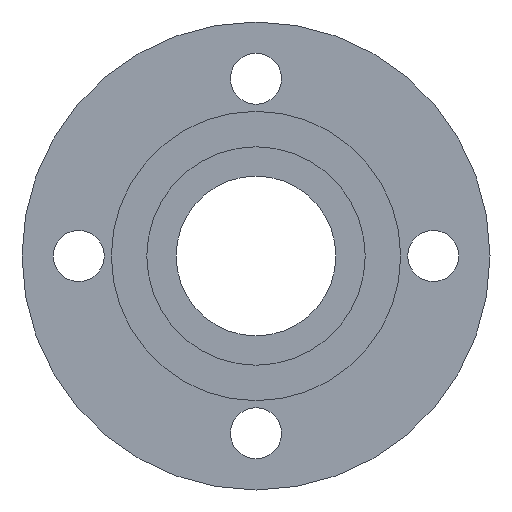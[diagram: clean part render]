
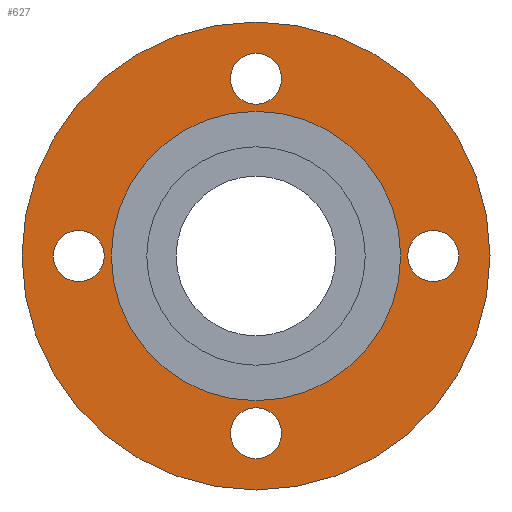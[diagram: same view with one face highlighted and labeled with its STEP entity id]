
A CAD part, front view. The second image highlights one B-rep face of the part: STEP entity #627.
In plain terms, the highlighted planar face has unit normal (0, -1, 0).
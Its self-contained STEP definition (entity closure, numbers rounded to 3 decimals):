
#3 = VERTEX_POINT ( 'NONE', #188 ) ;
#5 = FACE_OUTER_BOUND ( 'NONE', #538, .T. ) ;
#12 = FACE_BOUND ( 'NONE', #716, .T. ) ;
#23 = ORIENTED_EDGE ( 'NONE', *, *, #682, .T. ) ;
#30 = CARTESIAN_POINT ( 'NONE',  ( 0., 3., 51. ) ) ;
#33 = DIRECTION ( 'NONE',  ( 0., 0., 1. ) ) ;
#41 = AXIS2_PLACEMENT_3D ( 'NONE', #42, #363, #497 ) ;
#42 = CARTESIAN_POINT ( 'NONE',  ( -62.5, 3., 0. ) ) ;
#43 = VERTEX_POINT ( 'NONE', #355 ) ;
#56 = DIRECTION ( 'NONE',  ( 0., 0., -1. ) ) ;
#66 = CARTESIAN_POINT ( 'NONE',  ( 0., 3., -71.5 ) ) ;
#69 = EDGE_LOOP ( 'NONE', ( #300, #23 ) ) ;
#71 = FACE_BOUND ( 'NONE', #349, .T. ) ;
#83 = CIRCLE ( 'NONE', #767, 9. ) ;
#84 = CARTESIAN_POINT ( 'NONE',  ( 62.5, 3., 0. ) ) ;
#94 = AXIS2_PLACEMENT_3D ( 'NONE', #643, #851, #33 ) ;
#103 = CARTESIAN_POINT ( 'NONE',  ( 0., 3., 62.5 ) ) ;
#116 = VERTEX_POINT ( 'NONE', #750 ) ;
#121 = DIRECTION ( 'NONE',  ( 0., 0., 1. ) ) ;
#155 = CIRCLE ( 'NONE', #41, 9. ) ;
#157 = CARTESIAN_POINT ( 'NONE',  ( 0., 3., -53.5 ) ) ;
#175 = ORIENTED_EDGE ( 'NONE', *, *, #509, .F. ) ;
#177 = DIRECTION ( 'NONE',  ( 0., -1., 0. ) ) ;
#185 = DIRECTION ( 'NONE',  ( 0., -1., 0. ) ) ;
#188 = CARTESIAN_POINT ( 'NONE',  ( 0., 3., 71.5 ) ) ;
#190 = EDGE_CURVE ( 'NONE', #334, #810, #496, .T. ) ;
#192 = AXIS2_PLACEMENT_3D ( 'NONE', #333, #472, #824 ) ;
#239 = CARTESIAN_POINT ( 'NONE',  ( 0., 3., 82.5 ) ) ;
#245 = DIRECTION ( 'NONE',  ( 0., 0., -1. ) ) ;
#253 = DIRECTION ( 'NONE',  ( 0., -1., 0. ) ) ;
#259 = CIRCLE ( 'NONE', #94, 51. ) ;
#260 = ORIENTED_EDGE ( 'NONE', *, *, #486, .F. ) ;
#269 = EDGE_CURVE ( 'NONE', #116, #3, #324, .T. ) ;
#279 = PLANE ( 'NONE',  #335 ) ;
#293 = CIRCLE ( 'NONE', #783, 82.5 ) ;
#299 = DIRECTION ( 'NONE',  ( 0., -1., 0. ) ) ;
#300 = ORIENTED_EDGE ( 'NONE', *, *, #816, .T. ) ;
#309 = DIRECTION ( 'NONE',  ( 0., -1., 0. ) ) ;
#312 = EDGE_CURVE ( 'NONE', #346, #787, #155, .T. ) ;
#324 = CIRCLE ( 'NONE', #859, 9. ) ;
#328 = EDGE_CURVE ( 'NONE', #787, #346, #652, .T. ) ;
#333 = CARTESIAN_POINT ( 'NONE',  ( 0., 3., 0. ) ) ;
#334 = VERTEX_POINT ( 'NONE', #852 ) ;
#335 = AXIS2_PLACEMENT_3D ( 'NONE', #546, #554, #829 ) ;
#346 = VERTEX_POINT ( 'NONE', #389 ) ;
#349 = EDGE_LOOP ( 'NONE', ( #814, #636 ) ) ;
#351 = EDGE_CURVE ( 'NONE', #802, #515, #623, .T. ) ;
#354 = AXIS2_PLACEMENT_3D ( 'NONE', #524, #185, #56 ) ;
#355 = CARTESIAN_POINT ( 'NONE',  ( 0., 3., -51. ) ) ;
#363 = DIRECTION ( 'NONE',  ( 0., -1., 0. ) ) ;
#371 = EDGE_CURVE ( 'NONE', #515, #802, #83, .T. ) ;
#372 = ORIENTED_EDGE ( 'NONE', *, *, #190, .F. ) ;
#374 = DIRECTION ( 'NONE',  ( 0., 0., -1. ) ) ;
#389 = CARTESIAN_POINT ( 'NONE',  ( -62.5, 3., 9. ) ) ;
#398 = CARTESIAN_POINT ( 'NONE',  ( 62.5, 3., -9. ) ) ;
#400 = DIRECTION ( 'NONE',  ( 0., -1., 0. ) ) ;
#408 = CIRCLE ( 'NONE', #477, 9. ) ;
#416 = FACE_BOUND ( 'NONE', #69, .T. ) ;
#426 = AXIS2_PLACEMENT_3D ( 'NONE', #707, #299, #573 ) ;
#434 = DIRECTION ( 'NONE',  ( 0., 0., -1. ) ) ;
#460 = ORIENTED_EDGE ( 'NONE', *, *, #759, .F. ) ;
#472 = DIRECTION ( 'NONE',  ( 0., 1., 0. ) ) ;
#477 = AXIS2_PLACEMENT_3D ( 'NONE', #596, #253, #528 ) ;
#486 = EDGE_CURVE ( 'NONE', #3, #116, #408, .T. ) ;
#488 = ORIENTED_EDGE ( 'NONE', *, *, #371, .F. ) ;
#496 = CIRCLE ( 'NONE', #785, 9. ) ;
#497 = DIRECTION ( 'NONE',  ( 0., 0., -1. ) ) ;
#503 = VERTEX_POINT ( 'NONE', #819 ) ;
#509 = EDGE_CURVE ( 'NONE', #503, #729, #694, .T. ) ;
#515 = VERTEX_POINT ( 'NONE', #66 ) ;
#517 = ORIENTED_EDGE ( 'NONE', *, *, #351, .F. ) ;
#524 = CARTESIAN_POINT ( 'NONE',  ( 0., 3., -62.5 ) ) ;
#527 = DIRECTION ( 'NONE',  ( 0., 1., 0. ) ) ;
#528 = DIRECTION ( 'NONE',  ( 0., 0., -1. ) ) ;
#538 = EDGE_LOOP ( 'NONE', ( #827, #175 ) ) ;
#546 = CARTESIAN_POINT ( 'NONE',  ( 0., 3., 51. ) ) ;
#554 = DIRECTION ( 'NONE',  ( 0., -1., 0. ) ) ;
#569 = CARTESIAN_POINT ( 'NONE',  ( 62.5, 3., 0. ) ) ;
#573 = DIRECTION ( 'NONE',  ( 0., 0., -1. ) ) ;
#583 = ORIENTED_EDGE ( 'NONE', *, *, #269, .F. ) ;
#595 = DIRECTION ( 'NONE',  ( 0., 0., 1. ) ) ;
#596 = CARTESIAN_POINT ( 'NONE',  ( 0., 3., 62.5 ) ) ;
#614 = FACE_BOUND ( 'NONE', #812, .T. ) ;
#623 = CIRCLE ( 'NONE', #354, 9. ) ;
#627 = ADVANCED_FACE ( 'NONE', ( #681, #12, #71, #614, #416, #5 ), #279, .T. ) ;
#636 = ORIENTED_EDGE ( 'NONE', *, *, #312, .F. ) ;
#643 = CARTESIAN_POINT ( 'NONE',  ( 0., 3., 0. ) ) ;
#649 = VERTEX_POINT ( 'NONE', #30 ) ;
#651 = DIRECTION ( 'NONE',  ( 0., -1., 0. ) ) ;
#652 = CIRCLE ( 'NONE', #426, 9. ) ;
#658 = CARTESIAN_POINT ( 'NONE',  ( 0., 3., 0. ) ) ;
#681 = FACE_BOUND ( 'NONE', #689, .T. ) ;
#682 = EDGE_CURVE ( 'NONE', #43, #649, #259, .T. ) ;
#689 = EDGE_LOOP ( 'NONE', ( #460, #372 ) ) ;
#694 = CIRCLE ( 'NONE', #192, 82.5 ) ;
#706 = CARTESIAN_POINT ( 'NONE',  ( -62.5, 3., -9. ) ) ;
#707 = CARTESIAN_POINT ( 'NONE',  ( -62.5, 3., 0. ) ) ;
#708 = AXIS2_PLACEMENT_3D ( 'NONE', #84, #177, #434 ) ;
#716 = EDGE_LOOP ( 'NONE', ( #583, #260 ) ) ;
#724 = CIRCLE ( 'NONE', #708, 9. ) ;
#729 = VERTEX_POINT ( 'NONE', #239 ) ;
#737 = CARTESIAN_POINT ( 'NONE',  ( 0., 3., 0. ) ) ;
#738 = CIRCLE ( 'NONE', #840, 51. ) ;
#739 = CARTESIAN_POINT ( 'NONE',  ( 0., 3., -62.5 ) ) ;
#743 = DIRECTION ( 'NONE',  ( 0., 1., 0. ) ) ;
#750 = CARTESIAN_POINT ( 'NONE',  ( 0., 3., 53.5 ) ) ;
#759 = EDGE_CURVE ( 'NONE', #810, #334, #724, .T. ) ;
#767 = AXIS2_PLACEMENT_3D ( 'NONE', #739, #400, #245 ) ;
#780 = DIRECTION ( 'NONE',  ( 0., 0., -1. ) ) ;
#783 = AXIS2_PLACEMENT_3D ( 'NONE', #737, #527, #121 ) ;
#785 = AXIS2_PLACEMENT_3D ( 'NONE', #569, #309, #780 ) ;
#787 = VERTEX_POINT ( 'NONE', #706 ) ;
#802 = VERTEX_POINT ( 'NONE', #157 ) ;
#810 = VERTEX_POINT ( 'NONE', #398 ) ;
#812 = EDGE_LOOP ( 'NONE', ( #488, #517 ) ) ;
#814 = ORIENTED_EDGE ( 'NONE', *, *, #328, .F. ) ;
#816 = EDGE_CURVE ( 'NONE', #649, #43, #738, .T. ) ;
#819 = CARTESIAN_POINT ( 'NONE',  ( 0., 3., -82.5 ) ) ;
#824 = DIRECTION ( 'NONE',  ( 0., 0., 1. ) ) ;
#827 = ORIENTED_EDGE ( 'NONE', *, *, #828, .F. ) ;
#828 = EDGE_CURVE ( 'NONE', #729, #503, #293, .T. ) ;
#829 = DIRECTION ( 'NONE',  ( 0., 0., -1. ) ) ;
#840 = AXIS2_PLACEMENT_3D ( 'NONE', #658, #743, #595 ) ;
#851 = DIRECTION ( 'NONE',  ( 0., 1., 0. ) ) ;
#852 = CARTESIAN_POINT ( 'NONE',  ( 62.5, 3., 9. ) ) ;
#859 = AXIS2_PLACEMENT_3D ( 'NONE', #103, #651, #374 ) ;
